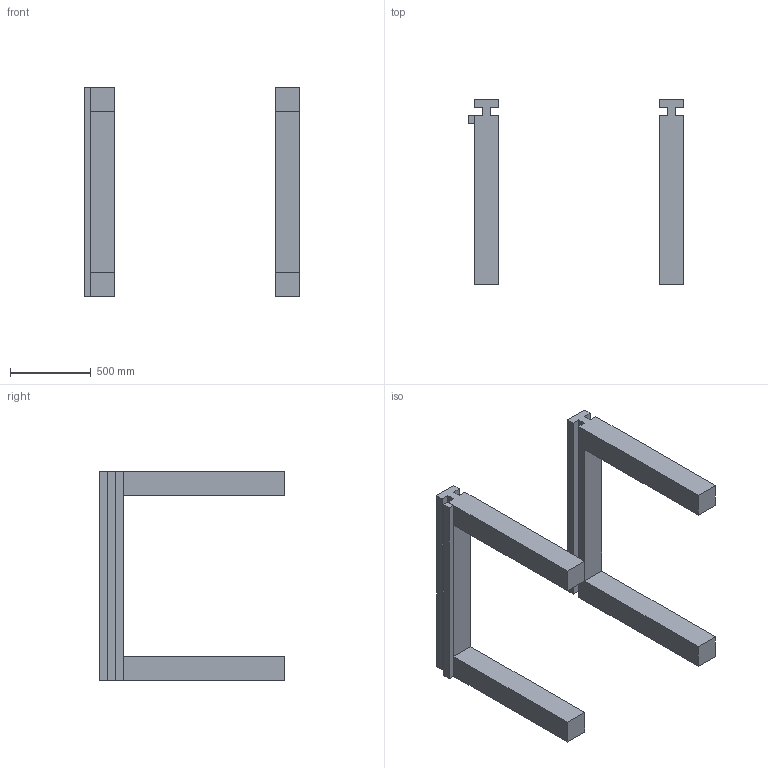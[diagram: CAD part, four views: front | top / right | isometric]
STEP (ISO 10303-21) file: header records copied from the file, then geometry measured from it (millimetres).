
FILE_DESCRIPTION (( 'STEP AP203' ), '1' );
FILE_NAME ('Base_0_Default_sldprt.STEP', '2021-07-19T11:30:13', ( 'HP' ), ( 'HP' ), 'SwSTEP 2.0', 'SolidWorks 2020', '' );
FILE_SCHEMA (( 'CONFIG_CONTROL_DESIGN' ));
Length unit declared in the file: millimetre
Products named in the file (1): Base_0_Default_sldprt
Bounding box: 1337.85 x 1150 x 1300 mm (x, y, z)
Volume: 137960250 mm3; surface area: 4782195 mm2
Topology: 3 solids, 3 shells, 42 faces, 108 edges, 72 vertices
Faces by surface type: plane 42
Entity records: 1325 total; most frequent: CARTESIAN_POINT 223, ORIENTED_EDGE 216, DIRECTION 194, LINE 108, EDGE_CURVE 108, VECTOR 108, VERTEX_POINT 72, AXIS2_PLACEMENT_3D 43
